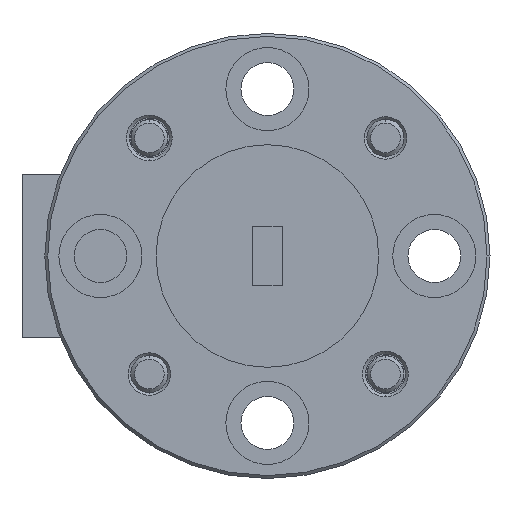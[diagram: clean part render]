
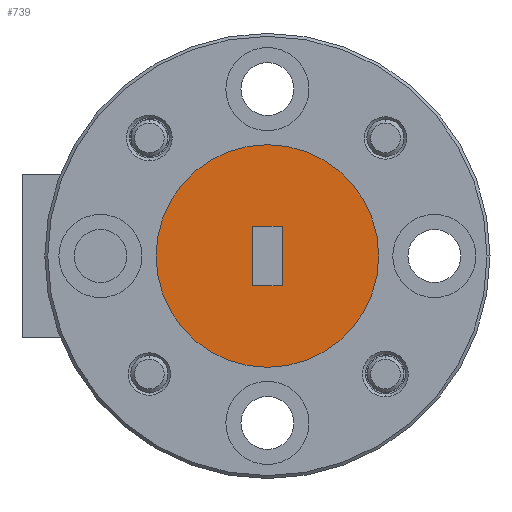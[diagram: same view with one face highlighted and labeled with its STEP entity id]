
A CAD part, left-side view. The second image highlights one B-rep face of the part: STEP entity #739.
In plain terms, the highlighted planar face has unit normal (-1, 0, 0).
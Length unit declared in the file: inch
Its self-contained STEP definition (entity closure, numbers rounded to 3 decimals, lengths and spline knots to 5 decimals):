
#12 = CARTESIAN_POINT ( 'NONE',  ( -1.25, 0., 0. ) ) ;
#84 = EDGE_LOOP ( 'NONE', ( #359, #407 ) ) ;
#127 = EDGE_CURVE ( 'NONE', #2376, #166, #2467, .T. ) ;
#166 = VERTEX_POINT ( 'NONE', #1569 ) ;
#177 = AXIS2_PLACEMENT_3D ( 'NONE', #429, #3023, #3713 ) ;
#188 = CARTESIAN_POINT ( 'NONE',  ( -1.25, 0.025, 0.05 ) ) ;
#216 = VERTEX_POINT ( 'NONE', #1187 ) ;
#359 = ORIENTED_EDGE ( 'NONE', *, *, #127, .F. ) ;
#375 = DIRECTION ( 'NONE',  ( 1., 0., 0. ) ) ;
#382 = VECTOR ( 'NONE', #4134, 39.37008 ) ;
#392 = DIRECTION ( 'NONE',  ( 0., 1., 0. ) ) ;
#407 = ORIENTED_EDGE ( 'NONE', *, *, #2548, .F. ) ;
#429 = CARTESIAN_POINT ( 'NONE',  ( -1.25, 0., 0. ) ) ;
#474 = VERTEX_POINT ( 'NONE', #3353 ) ;
#739 = ADVANCED_FACE ( 'NONE', ( #1873, #2720 ), #3169, .T. ) ;
#829 = LINE ( 'NONE', #2415, #1639 ) ;
#1038 = CARTESIAN_POINT ( 'NONE',  ( -1.25, -0.025, 0.05 ) ) ;
#1187 = CARTESIAN_POINT ( 'NONE',  ( -1.25, -0.025, -0.05 ) ) ;
#1291 = EDGE_CURVE ( 'NONE', #1453, #1971, #4452, .T. ) ;
#1323 = DIRECTION ( 'NONE',  ( -1., 0., 0. ) ) ;
#1453 = VERTEX_POINT ( 'NONE', #188 ) ;
#1515 = AXIS2_PLACEMENT_3D ( 'NONE', #3495, #1323, #4570 ) ;
#1569 = CARTESIAN_POINT ( 'NONE',  ( -1.25, -0.1875, 0. ) ) ;
#1639 = VECTOR ( 'NONE', #3870, 39.37008 ) ;
#1819 = CARTESIAN_POINT ( 'NONE',  ( -1.25, -0.025, -0.05 ) ) ;
#1835 = CARTESIAN_POINT ( 'NONE',  ( -1.25, 0.1875, 0. ) ) ;
#1873 = FACE_BOUND ( 'NONE', #3500, .T. ) ;
#1965 = CARTESIAN_POINT ( 'NONE',  ( -1.25, -0.025, 0.05 ) ) ;
#1971 = VERTEX_POINT ( 'NONE', #1965 ) ;
#2137 = EDGE_CURVE ( 'NONE', #216, #474, #829, .T. ) ;
#2221 = ORIENTED_EDGE ( 'NONE', *, *, #4341, .T. ) ;
#2273 = ORIENTED_EDGE ( 'NONE', *, *, #1291, .T. ) ;
#2329 = CARTESIAN_POINT ( 'NONE',  ( -1.25, 0.025, -0.05 ) ) ;
#2376 = VERTEX_POINT ( 'NONE', #1835 ) ;
#2415 = CARTESIAN_POINT ( 'NONE',  ( -1.25, -0.025, -0.05 ) ) ;
#2427 = AXIS2_PLACEMENT_3D ( 'NONE', #12, #375, #392 ) ;
#2467 = CIRCLE ( 'NONE', #2427, 0.1875 ) ;
#2548 = EDGE_CURVE ( 'NONE', #166, #2376, #4448, .T. ) ;
#2590 = EDGE_CURVE ( 'NONE', #474, #1453, #3122, .T. ) ;
#2720 = FACE_OUTER_BOUND ( 'NONE', #84, .T. ) ;
#2863 = VECTOR ( 'NONE', #2896, 39.37008 ) ;
#2896 = DIRECTION ( 'NONE',  ( 0., 0., -1. ) ) ;
#3023 = DIRECTION ( 'NONE',  ( 1., 0., 0. ) ) ;
#3122 = LINE ( 'NONE', #2329, #382 ) ;
#3169 = PLANE ( 'NONE',  #1515 ) ;
#3353 = CARTESIAN_POINT ( 'NONE',  ( -1.25, 0.025, -0.05 ) ) ;
#3400 = VECTOR ( 'NONE', #3936, 39.37008 ) ;
#3495 = CARTESIAN_POINT ( 'NONE',  ( -1.25, 0., 0. ) ) ;
#3500 = EDGE_LOOP ( 'NONE', ( #2273, #2221, #3693, #3898 ) ) ;
#3693 = ORIENTED_EDGE ( 'NONE', *, *, #2137, .T. ) ;
#3713 = DIRECTION ( 'NONE',  ( 0., 1., 0. ) ) ;
#3815 = LINE ( 'NONE', #1819, #2863 ) ;
#3870 = DIRECTION ( 'NONE',  ( 0., 1., 0. ) ) ;
#3898 = ORIENTED_EDGE ( 'NONE', *, *, #2590, .T. ) ;
#3936 = DIRECTION ( 'NONE',  ( 0., -1., 0. ) ) ;
#4134 = DIRECTION ( 'NONE',  ( 0., 0., 1. ) ) ;
#4341 = EDGE_CURVE ( 'NONE', #1971, #216, #3815, .T. ) ;
#4448 = CIRCLE ( 'NONE', #177, 0.1875 ) ;
#4452 = LINE ( 'NONE', #1038, #3400 ) ;
#4570 = DIRECTION ( 'NONE',  ( 0., -1., 0. ) ) ;
